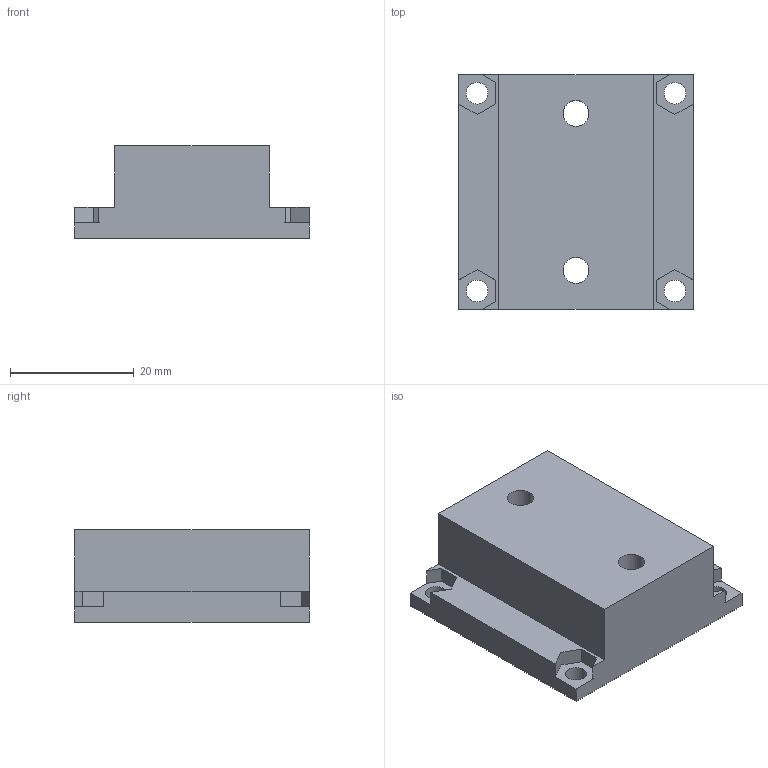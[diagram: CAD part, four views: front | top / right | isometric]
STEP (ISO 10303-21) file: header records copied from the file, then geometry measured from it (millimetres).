
FILE_DESCRIPTION(/* description */ (''),/* implementation_level */ '2;1');
FILE_NAME(/* name */ 'RD-PDT-S-to-M4-bolts-Base-H10mm.stp',/* time_stamp */ '2024-04-05T10:58:13+02:00',/* author */ ('nvladi'),/* organization */ (''),/* preprocessor_version */ 'ST-DEVELOPER v19',/* originating_system */ 'Autodesk Inventor 2023',/* authorisation */ '');
FILE_SCHEMA (('AUTOMOTIVE_DESIGN { 1 0 10303 214 3 1 1 }'));
Length unit declared in the file: millimetre
Products named in the file (1): RD-PDT-S-to-M4-bolts
Bounding box: 38 x 38 x 15 mm (x, y, z)
Volume: 15303.6 mm3; surface area: 5516.3 mm2
Topology: 1 solids, 1 shells, 40 faces, 130 edges, 116 vertices
Faces by surface type: plane 32, cylinder 8
Full cylindrical faces by diameter (mm): 3.5 x4, 4.2 x2, 8 x2
Entity records: 1407 total; most frequent: CARTESIAN_POINT 265, ORIENTED_EDGE 216, DIRECTION 214, EDGE_CURVE 108, LINE 92, VECTOR 92, VERTEX_POINT 72, AXIS2_PLACEMENT_3D 61
